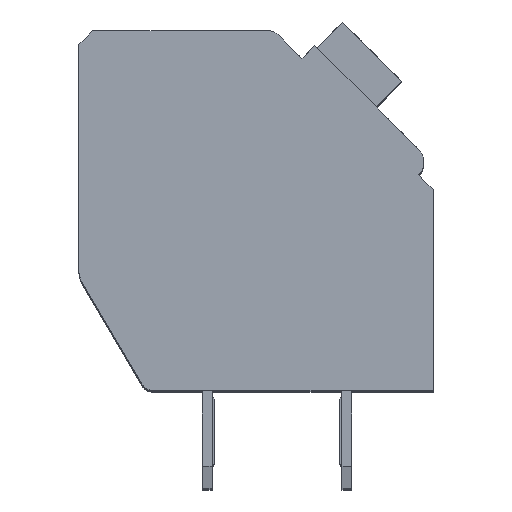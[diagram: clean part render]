
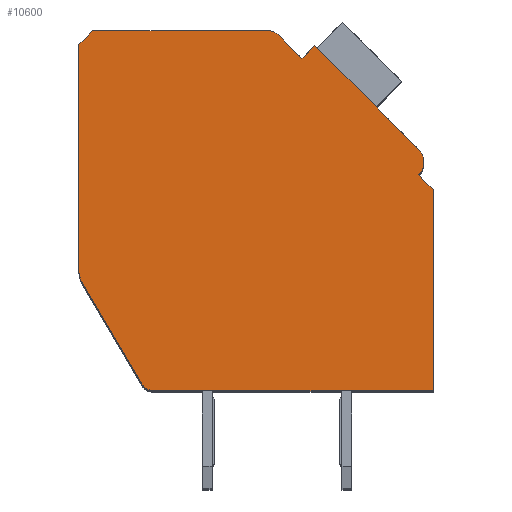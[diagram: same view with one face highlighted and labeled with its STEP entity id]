
A CAD part, top view. The second image highlights one B-rep face of the part: STEP entity #10600.
In plain terms, the highlighted planar face has unit normal (0, 0, 1).
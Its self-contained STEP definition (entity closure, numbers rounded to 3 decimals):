
#250=DIRECTION('',(0.,-1.,0.));
#251=VECTOR('',#250,8.053);
#252=CARTESIAN_POINT('',(-12.7,12.4,2.1));
#253=LINE('',#252,#251);
#254=DIRECTION('',(-0.707,-0.707,0.));
#255=VECTOR('',#254,0.707);
#256=CARTESIAN_POINT('',(-12.2,12.9,2.1));
#257=LINE('',#256,#255);
#258=DIRECTION('',(-1.,0.,0.));
#259=VECTOR('',#258,6.298);
#260=CARTESIAN_POINT('',(-5.902,12.9,2.1));
#261=LINE('',#260,#259);
#262=CARTESIAN_POINT('',(-5.902,12.4,2.1));
#263=DIRECTION('',(0.,0.,1.));
#264=DIRECTION('',(0.707,0.707,0.));
#265=AXIS2_PLACEMENT_3D('',#262,#263,#264);
#267=DIRECTION('',(-0.707,0.707,0.));
#268=VECTOR('',#267,1.197);
#269=CARTESIAN_POINT('',(-4.702,11.907,2.1));
#270=LINE('',#269,#268);
#271=DIRECTION('',(-0.707,-0.707,0.));
#272=VECTOR('',#271,0.65);
#273=CARTESIAN_POINT('',(-4.243,12.367,2.1));
#274=LINE('',#273,#272);
#275=DIRECTION('',(-0.707,0.707,0.));
#276=VECTOR('',#275,5.25);
#277=CARTESIAN_POINT('',(-0.53,8.655,2.1));
#278=LINE('',#277,#276);
#279=CARTESIAN_POINT('',(-0.99,8.195,2.1));
#280=DIRECTION('',(0.,0.,1.));
#281=DIRECTION('',(0.707,-0.707,0.));
#282=AXIS2_PLACEMENT_3D('',#279,#280,#281);
#284=DIRECTION('',(-0.707,0.707,0.));
#285=VECTOR('',#284,0.75);
#286=CARTESIAN_POINT('',(0.,7.205,2.1));
#287=LINE('',#286,#285);
#288=DIRECTION('',(0.,1.,0.));
#289=VECTOR('',#288,7.205);
#290=CARTESIAN_POINT('',(0.,0.,2.1));
#291=LINE('',#290,#289);
#292=DIRECTION('',(1.,0.,0.));
#293=VECTOR('',#292,10.014);
#294=CARTESIAN_POINT('',(-10.014,0.,2.1));
#295=LINE('',#294,#293);
#296=CARTESIAN_POINT('',(-10.014,0.5,2.1));
#297=DIRECTION('',(0.,0.,1.));
#298=DIRECTION('',(-0.862,-0.508,0.));
#299=AXIS2_PLACEMENT_3D('',#296,#297,#298);
#301=DIRECTION('',(0.508,-0.862,0.));
#302=VECTOR('',#301,4.17);
#303=CARTESIAN_POINT('',(-12.562,3.839,2.1));
#304=LINE('',#303,#302);
#305=CARTESIAN_POINT('',(-11.7,4.347,2.1));
#306=DIRECTION('',(0.,0.,1.));
#307=DIRECTION('',(-1.,0.,0.));
#308=AXIS2_PLACEMENT_3D('',#305,#306,#307);
#7933=CARTESIAN_POINT('',(-12.7,12.4,2.1));
#7934=CARTESIAN_POINT('',(-12.7,4.347,2.1));
#7935=VERTEX_POINT('',#7933);
#7936=VERTEX_POINT('',#7934);
#7937=CARTESIAN_POINT('',(-12.562,3.839,2.1));
#7938=VERTEX_POINT('',#7937);
#7939=CARTESIAN_POINT('',(-10.445,0.246,2.1));
#7940=VERTEX_POINT('',#7939);
#7941=CARTESIAN_POINT('',(-10.014,0.,2.1));
#7942=VERTEX_POINT('',#7941);
#7943=CARTESIAN_POINT('',(0.,0.,2.1));
#7944=VERTEX_POINT('',#7943);
#7945=CARTESIAN_POINT('',(0.,7.205,2.1));
#7946=VERTEX_POINT('',#7945);
#7947=CARTESIAN_POINT('',(-0.53,7.735,2.1));
#7948=VERTEX_POINT('',#7947);
#7949=CARTESIAN_POINT('',(-0.53,8.655,2.1));
#7950=VERTEX_POINT('',#7949);
#7951=CARTESIAN_POINT('',(-4.243,12.367,2.1));
#7952=VERTEX_POINT('',#7951);
#7953=CARTESIAN_POINT('',(-4.702,11.907,2.1));
#7954=VERTEX_POINT('',#7953);
#7955=CARTESIAN_POINT('',(-5.548,12.754,2.1));
#7956=VERTEX_POINT('',#7955);
#7957=CARTESIAN_POINT('',(-5.902,12.9,2.1));
#7958=VERTEX_POINT('',#7957);
#7959=CARTESIAN_POINT('',(-12.2,12.9,2.1));
#7960=VERTEX_POINT('',#7959);
#10567=CARTESIAN_POINT('',(0.,0.,2.1));
#10568=DIRECTION('',(0.,0.,1.));
#10569=DIRECTION('',(1.,0.,0.));
#10570=AXIS2_PLACEMENT_3D('',#10567,#10568,#10569);
#10571=PLANE('',#10570);
#10572=ORIENTED_EDGE('',*,*,#10366,.F.);
#10574=ORIENTED_EDGE('',*,*,#10573,.F.);
#10576=ORIENTED_EDGE('',*,*,#10575,.F.);
#10578=ORIENTED_EDGE('',*,*,#10577,.F.);
#10580=ORIENTED_EDGE('',*,*,#10579,.F.);
#10582=ORIENTED_EDGE('',*,*,#10581,.F.);
#10584=ORIENTED_EDGE('',*,*,#10583,.F.);
#10586=ORIENTED_EDGE('',*,*,#10585,.F.);
#10588=ORIENTED_EDGE('',*,*,#10587,.F.);
#10590=ORIENTED_EDGE('',*,*,#10589,.F.);
#10592=ORIENTED_EDGE('',*,*,#10591,.F.);
#10594=ORIENTED_EDGE('',*,*,#10593,.F.);
#10596=ORIENTED_EDGE('',*,*,#10595,.F.);
#10597=ORIENTED_EDGE('',*,*,#10455,.F.);
#10598=EDGE_LOOP('',(#10572,#10574,#10576,#10578,#10580,#10582,#10584,#10586,
#10588,#10590,#10592,#10594,#10596,#10597));
#10599=FACE_OUTER_BOUND('',#10598,.F.);
#266=CIRCLE('',#265,0.5);
#283=CIRCLE('',#282,0.65);
#300=CIRCLE('',#299,0.5);
#309=CIRCLE('',#308,1.);
#10366=EDGE_CURVE('',#7935,#7936,#253,.T.);
#10455=EDGE_CURVE('',#7936,#7938,#309,.T.);
#10573=EDGE_CURVE('',#7960,#7935,#257,.T.);
#10575=EDGE_CURVE('',#7958,#7960,#261,.T.);
#10577=EDGE_CURVE('',#7956,#7958,#266,.T.);
#10579=EDGE_CURVE('',#7954,#7956,#270,.T.);
#10581=EDGE_CURVE('',#7952,#7954,#274,.T.);
#10583=EDGE_CURVE('',#7950,#7952,#278,.T.);
#10585=EDGE_CURVE('',#7948,#7950,#283,.T.);
#10587=EDGE_CURVE('',#7946,#7948,#287,.T.);
#10589=EDGE_CURVE('',#7944,#7946,#291,.T.);
#10591=EDGE_CURVE('',#7942,#7944,#295,.T.);
#10593=EDGE_CURVE('',#7940,#7942,#300,.T.);
#10595=EDGE_CURVE('',#7938,#7940,#304,.T.);
#10600=ADVANCED_FACE('',(#10599),#10571,.T.);
